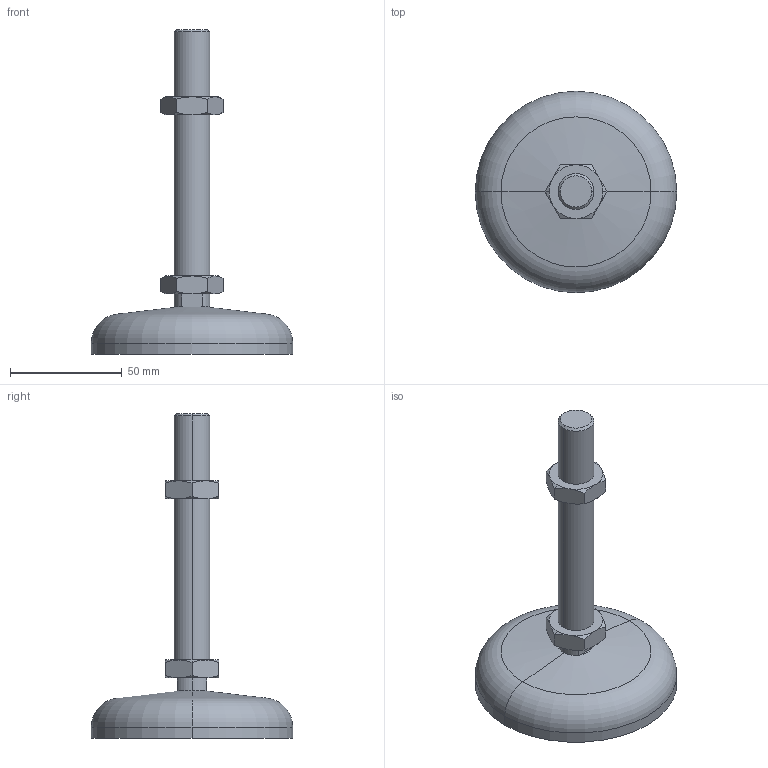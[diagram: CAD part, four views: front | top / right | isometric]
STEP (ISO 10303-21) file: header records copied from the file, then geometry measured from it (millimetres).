
FILE_DESCRIPTION(('STEP AP214'),'1');
FILE_NAME('cctmp_46183E3E-0389-42E4-8AB1-A8CA9CE61B90_2020_1_9_16_14_54_99..stp','2020-01-09T15:14:54',('Bosch Rexroth AG'),('CADClick - www.CADClick.com'),'Spatial InterOp 3D',' ','unknown authorization - (Healing Option Enabled)');
FILE_SCHEMA(('AUTOMOTIVE_DESIGN'));
Length unit declared in the file: millimetre
Products named in the file (1): 2020_01_09__16-14-54-099
Bounding box: 90 x 90 x 145 mm (x, y, z)
Volume: 72580.4 mm3; surface area: 26903.4 mm2
Topology: 1 solids, 2 shells, 99 faces, 210 edges, 117 vertices
Faces by surface type: cone 40, plane 25, cylinder 20, sphere 10, torus 4
Entity records: 3596 total; most frequent: CARTESIAN_POINT 705, DIRECTION 456, ORIENTED_EDGE 416, EDGE_CURVE 208, AXIS2_PLACEMENT_3D 200, VERTEX_POINT 117, EDGE_LOOP 105, STYLED_ITEM 100
